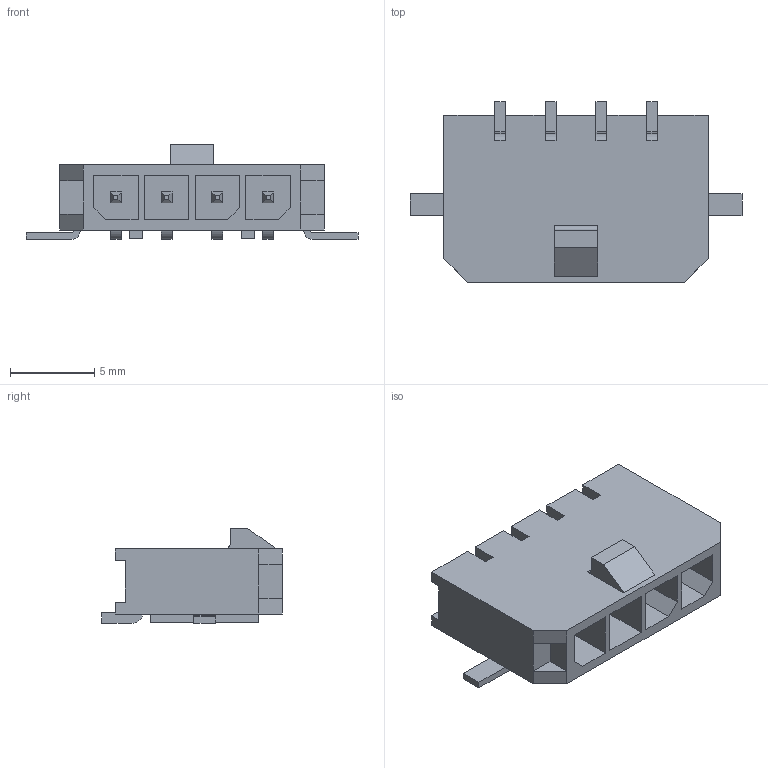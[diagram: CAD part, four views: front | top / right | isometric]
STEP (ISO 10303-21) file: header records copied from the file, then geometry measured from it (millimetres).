
FILE_DESCRIPTION (( 'STEP AP214' ), '1' );
FILE_NAME ('CONN-SMD_436500412.step', '2022-08-01T04:27:25', ( '' ), ( '' ), 'SwSTEP 2.0', 'SolidWorks 2020', '' );
FILE_SCHEMA (( 'AUTOMOTIVE_DESIGN' ));
Length unit declared in the file: millimetre
Products named in the file (1): CONN-SMD_436500412
Bounding box: 19.65 x 10.7 x 5.62 mm (x, y, z)
Volume: 410.2 mm3; surface area: 972.7 mm2
Topology: 20 solids, 20 shells, 487 faces, 1287 edges, 850 vertices
Faces by surface type: plane 354, bspline 112, cylinder 21
Entity records: 21038 total; most frequent: CARTESIAN_POINT 4729, ORIENTED_EDGE 2574, DIRECTION 1853, EDGE_CURVE 1287, VECTOR 1017, LINE 1017, VERTEX_POINT 850, EDGE_LOOP 517
